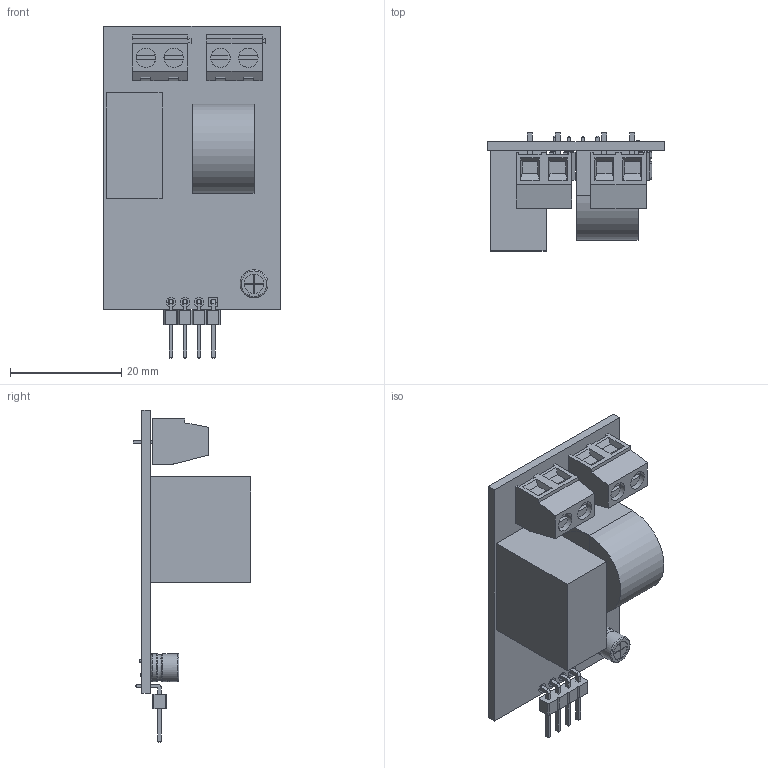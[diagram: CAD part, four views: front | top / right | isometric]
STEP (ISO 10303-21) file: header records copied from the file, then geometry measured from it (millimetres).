
FILE_DESCRIPTION(('FreeCAD Model'),'2;1');
FILE_NAME('Compound.step','2020-10-07T16:58:16',( 'kicad StepUp'),('ksu MCAD'),'Open CASCADE STEP processor 7.3', 'FreeCAD','Unknown');
FILE_SCHEMA(('AUTOMOTIVE_DESIGN { 1 0 10303 214 1 1 1 1 }'));
Length unit declared in the file: millimetre
Products named in the file (1): Compound
Bounding box: 31.75 x 21.15 x 59.57 mm (x, y, z)
Volume: 9961.1 mm3; surface area: 7633.4 mm2
Topology: 7 solids, 24 shells, 340 faces, 1357 edges, 1071 vertices
Faces by surface type: plane 293, cylinder 34, bspline 6, revolution 5, torus 2
Full cylindrical faces by diameter (mm): 0.5 x2, 1 x4, 1.52 x4
Entity records: 17107 total; most frequent: CARTESIAN_POINT 3464, ORIENTED_EDGE 2158, DIRECTION 2110, EDGE_CURVE 1357, LINE 1227, VECTOR 1227, VERTEX_POINT 1071, AXIS2_PLACEMENT_3D 439
